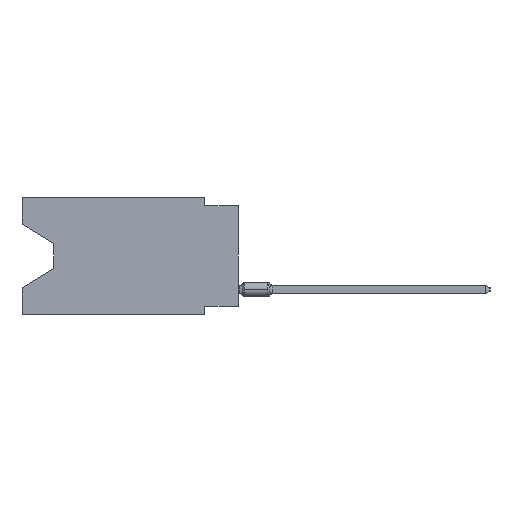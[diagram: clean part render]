
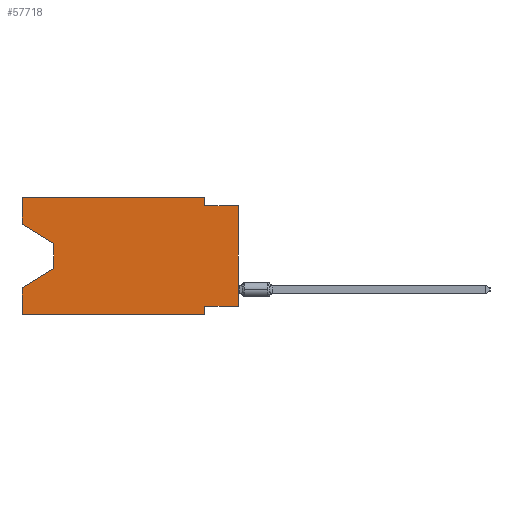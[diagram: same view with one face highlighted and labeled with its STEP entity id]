
A CAD part, left-side view. The second image highlights one B-rep face of the part: STEP entity #57718.
In plain terms, the highlighted planar face has unit normal (-1, 0, 0).
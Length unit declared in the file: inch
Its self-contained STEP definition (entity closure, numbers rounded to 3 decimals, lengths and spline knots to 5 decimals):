
#2239 = VECTOR ( 'NONE', #65531, 39.37008 ) ;
#3177 = LINE ( 'NONE', #48122, #55050 ) ;
#3184 = CARTESIAN_POINT ( 'NONE',  ( 0., 0.55, -0.212 ) ) ;
#3327 = LINE ( 'NONE', #86846, #80225 ) ;
#3334 = CARTESIAN_POINT ( 'NONE',  ( 0., 0., -0.325 ) ) ;
#3731 = VERTEX_POINT ( 'NONE', #29558 ) ;
#4692 = CARTESIAN_POINT ( 'NONE',  ( 0., 0.645, -0.35 ) ) ;
#5074 = DIRECTION ( 'NONE',  ( 0., 0., -1. ) ) ;
#5764 = ORIENTED_EDGE ( 'NONE', *, *, #5769, .F. ) ;
#5769 = EDGE_CURVE ( 'NONE', #65973, #61080, #13737, .T. ) ;
#5888 = ORIENTED_EDGE ( 'NONE', *, *, #61723, .T. ) ;
#7389 = CARTESIAN_POINT ( 'NONE',  ( 0., 0.645, -0.08025 ) ) ;
#7646 = CARTESIAN_POINT ( 'NONE',  ( 0., 0., -0.025 ) ) ;
#11909 = DIRECTION ( 'NONE',  ( 0., -1., 0. ) ) ;
#12786 = DIRECTION ( 'NONE',  ( 0., 0., -1. ) ) ;
#13737 = LINE ( 'NONE', #51868, #78529 ) ;
#15592 = VERTEX_POINT ( 'NONE', #7646 ) ;
#16247 = VECTOR ( 'NONE', #95945, 39.37008 ) ;
#17839 = CARTESIAN_POINT ( 'NONE',  ( 0., 0.1, -0.325 ) ) ;
#18159 = VERTEX_POINT ( 'NONE', #3184 ) ;
#18476 = DIRECTION ( 'NONE',  ( 0., 1., 0. ) ) ;
#18991 = ORIENTED_EDGE ( 'NONE', *, *, #53980, .F. ) ;
#19274 = EDGE_CURVE ( 'NONE', #67146, #3731, #22768, .T. ) ;
#20271 = LINE ( 'NONE', #94540, #40297 ) ;
#20559 = ORIENTED_EDGE ( 'NONE', *, *, #48078, .F. ) ;
#21891 = DIRECTION ( 'NONE',  ( 0., -1., 0. ) ) ;
#21960 = CARTESIAN_POINT ( 'NONE',  ( 0., 0.55, -0.138 ) ) ;
#22768 = LINE ( 'NONE', #60404, #56053 ) ;
#23168 = VERTEX_POINT ( 'NONE', #7389 ) ;
#25903 = PLANE ( 'NONE',  #95302 ) ;
#26128 = CARTESIAN_POINT ( 'NONE',  ( 0., 0.645, 0. ) ) ;
#26262 = DIRECTION ( 'NONE',  ( 0., -0.855, -0.519 ) ) ;
#27600 = CARTESIAN_POINT ( 'NONE',  ( 0., 0.1, 0. ) ) ;
#29373 = DIRECTION ( 'NONE',  ( 0., 0., 1. ) ) ;
#29558 = CARTESIAN_POINT ( 'NONE',  ( 0., 0.645, -0.26975 ) ) ;
#30576 = ORIENTED_EDGE ( 'NONE', *, *, #33465, .F. ) ;
#31220 = ORIENTED_EDGE ( 'NONE', *, *, #80793, .F. ) ;
#33465 = EDGE_CURVE ( 'NONE', #69762, #89806, #74209, .T. ) ;
#35360 = CARTESIAN_POINT ( 'NONE',  ( 0., 0., -0.025 ) ) ;
#36046 = EDGE_CURVE ( 'NONE', #23168, #69762, #88509, .T. ) ;
#36178 = LINE ( 'NONE', #81135, #2239 ) ;
#37956 = EDGE_CURVE ( 'NONE', #43648, #18159, #3177, .T. ) ;
#38248 = VERTEX_POINT ( 'NONE', #77718 ) ;
#39114 = VECTOR ( 'NONE', #29373, 39.37008 ) ;
#40297 = VECTOR ( 'NONE', #42270, 39.37008 ) ;
#41324 = DIRECTION ( 'NONE',  ( 0., 0., -1. ) ) ;
#41965 = VECTOR ( 'NONE', #41324, 39.37008 ) ;
#42270 = DIRECTION ( 'NONE',  ( 0., 0.855, -0.519 ) ) ;
#43648 = VERTEX_POINT ( 'NONE', #21960 ) ;
#43915 = CARTESIAN_POINT ( 'NONE',  ( 0., 0.645, 0. ) ) ;
#44183 = CARTESIAN_POINT ( 'NONE',  ( 0., 0., -0.325 ) ) ;
#48078 = EDGE_CURVE ( 'NONE', #73998, #65973, #56100, .T. ) ;
#48122 = CARTESIAN_POINT ( 'NONE',  ( 0., 0.55, -0.138 ) ) ;
#50041 = LINE ( 'NONE', #35360, #16247 ) ;
#50982 = LINE ( 'NONE', #78883, #70761 ) ;
#51868 = CARTESIAN_POINT ( 'NONE',  ( 0., 0.1, -0.35 ) ) ;
#52816 = EDGE_CURVE ( 'NONE', #18159, #3731, #20271, .T. ) ;
#53980 = EDGE_CURVE ( 'NONE', #89806, #38248, #94556, .T. ) ;
#55050 = VECTOR ( 'NONE', #5074, 39.37008 ) ;
#56053 = VECTOR ( 'NONE', #59437, 39.37008 ) ;
#56100 = LINE ( 'NONE', #3334, #58547 ) ;
#56491 = ORIENTED_EDGE ( 'NONE', *, *, #75967, .T. ) ;
#57718 = ADVANCED_FACE ( 'NONE', ( #85055 ), #25903, .F. ) ;
#58547 = VECTOR ( 'NONE', #18476, 39.37008 ) ;
#59437 = DIRECTION ( 'NONE',  ( 0., 0., 1. ) ) ;
#60404 = CARTESIAN_POINT ( 'NONE',  ( 0., 0.645, 0. ) ) ;
#61080 = VERTEX_POINT ( 'NONE', #96322 ) ;
#61723 = EDGE_CURVE ( 'NONE', #23168, #43648, #3327, .T. ) ;
#65531 = DIRECTION ( 'NONE',  ( 0., 0., 1. ) ) ;
#65535 = ORIENTED_EDGE ( 'NONE', *, *, #52816, .T. ) ;
#65973 = VERTEX_POINT ( 'NONE', #17839 ) ;
#67097 = VECTOR ( 'NONE', #21891, 39.37008 ) ;
#67146 = VERTEX_POINT ( 'NONE', #4692 ) ;
#69762 = VERTEX_POINT ( 'NONE', #26128 ) ;
#70761 = VECTOR ( 'NONE', #11909, 39.37008 ) ;
#73866 = CARTESIAN_POINT ( 'NONE',  ( 0., 0.645, 0. ) ) ;
#73998 = VERTEX_POINT ( 'NONE', #44183 ) ;
#74209 = LINE ( 'NONE', #43915, #67097 ) ;
#75967 = EDGE_CURVE ( 'NONE', #73998, #15592, #36178, .T. ) ;
#77718 = CARTESIAN_POINT ( 'NONE',  ( 0., 0.1, -0.025 ) ) ;
#78529 = VECTOR ( 'NONE', #12786, 39.37008 ) ;
#78883 = CARTESIAN_POINT ( 'NONE',  ( 0., 0.645, -0.35 ) ) ;
#79735 = EDGE_CURVE ( 'NONE', #67146, #61080, #50982, .T. ) ;
#80225 = VECTOR ( 'NONE', #26262, 39.37008 ) ;
#80793 = EDGE_CURVE ( 'NONE', #38248, #15592, #50041, .T. ) ;
#81135 = CARTESIAN_POINT ( 'NONE',  ( 0., 0., 0. ) ) ;
#81593 = EDGE_LOOP ( 'NONE', ( #5888, #92111, #65535, #84284, #90947, #5764, #20559, #56491, #31220, #18991, #30576, #85555 ) ) ;
#83610 = DIRECTION ( 'NONE',  ( 0., 0., -1. ) ) ;
#84096 = CARTESIAN_POINT ( 'NONE',  ( 0., 0.645, 0. ) ) ;
#84284 = ORIENTED_EDGE ( 'NONE', *, *, #19274, .F. ) ;
#85055 = FACE_OUTER_BOUND ( 'NONE', #81593, .T. ) ;
#85555 = ORIENTED_EDGE ( 'NONE', *, *, #36046, .F. ) ;
#86846 = CARTESIAN_POINT ( 'NONE',  ( 0., 0.645, -0.08025 ) ) ;
#88509 = LINE ( 'NONE', #73866, #39114 ) ;
#89806 = VERTEX_POINT ( 'NONE', #90218 ) ;
#90218 = CARTESIAN_POINT ( 'NONE',  ( 0., 0.1, 0. ) ) ;
#90947 = ORIENTED_EDGE ( 'NONE', *, *, #79735, .T. ) ;
#92111 = ORIENTED_EDGE ( 'NONE', *, *, #37956, .T. ) ;
#92847 = DIRECTION ( 'NONE',  ( 1., 0., 0. ) ) ;
#94540 = CARTESIAN_POINT ( 'NONE',  ( 0., 0.55, -0.212 ) ) ;
#94556 = LINE ( 'NONE', #27600, #41965 ) ;
#95302 = AXIS2_PLACEMENT_3D ( 'NONE', #84096, #92847, #83610 ) ;
#95945 = DIRECTION ( 'NONE',  ( 0., -1., 0. ) ) ;
#96322 = CARTESIAN_POINT ( 'NONE',  ( 0., 0.1, -0.35 ) ) ;
